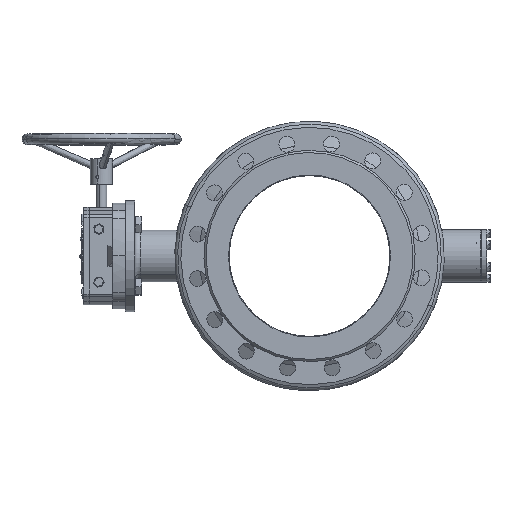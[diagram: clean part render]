
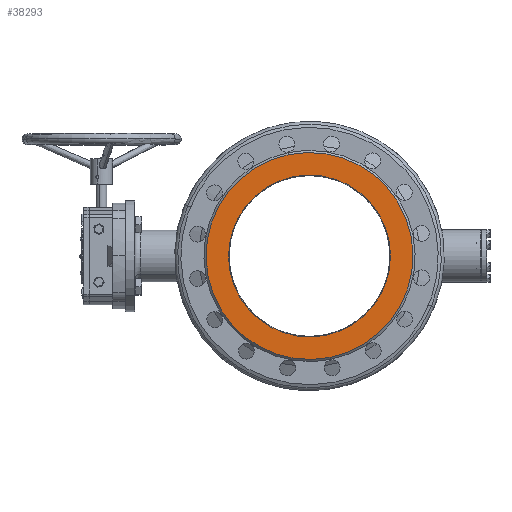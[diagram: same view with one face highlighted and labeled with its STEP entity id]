
A CAD part, left-side view. The second image highlights one B-rep face of the part: STEP entity #38293.
In plain terms, the highlighted face is planar.
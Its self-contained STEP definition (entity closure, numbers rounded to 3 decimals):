
#1110 = VERTEX_POINT ( 'NONE', #37364 ) ;
#4255 = FACE_BOUND ( 'NONE', #35860, .T. ) ;
#6806 = DIRECTION ( 'NONE',  ( 0., 0., 1. ) ) ;
#7889 = EDGE_LOOP ( 'NONE', ( #43810, #14524 ) ) ;
#8280 = DIRECTION ( 'NONE',  ( 1., 0., 0. ) ) ;
#11845 = ORIENTED_EDGE ( 'NONE', *, *, #27079, .F. ) ;
#12403 = DIRECTION ( 'NONE',  ( 1., 0., 0. ) ) ;
#12497 = CIRCLE ( 'NONE', #44465, 195. ) ;
#12904 = CIRCLE ( 'NONE', #43138, 152.5 ) ;
#14397 = DIRECTION ( 'NONE',  ( 1., 0., 0. ) ) ;
#14524 = ORIENTED_EDGE ( 'NONE', *, *, #25741, .T. ) ;
#18705 = DIRECTION ( 'NONE',  ( 0., 0., 1. ) ) ;
#19788 = CARTESIAN_POINT ( 'NONE',  ( 0., 0., 38. ) ) ;
#19934 = DIRECTION ( 'NONE',  ( 0., 0., 1. ) ) ;
#20559 = CIRCLE ( 'NONE', #44774, 195. ) ;
#21898 = CARTESIAN_POINT ( 'NONE',  ( -195., 0., 38. ) ) ;
#23892 = EDGE_CURVE ( 'NONE', #30273, #35622, #48614, .T. ) ;
#25265 = AXIS2_PLACEMENT_3D ( 'NONE', #35618, #44534, #35337 ) ;
#25741 = EDGE_CURVE ( 'NONE', #1110, #51812, #12497, .T. ) ;
#27079 = EDGE_CURVE ( 'NONE', #35622, #30273, #12904, .T. ) ;
#27672 = ORIENTED_EDGE ( 'NONE', *, *, #23892, .F. ) ;
#30273 = VERTEX_POINT ( 'NONE', #46710 ) ;
#30288 = CARTESIAN_POINT ( 'NONE',  ( 152.5, 0., 38. ) ) ;
#31423 = DIRECTION ( 'NONE',  ( 1., 0., 0. ) ) ;
#32661 = FACE_OUTER_BOUND ( 'NONE', #7889, .T. ) ;
#32940 = CARTESIAN_POINT ( 'NONE',  ( 0., 0., 38. ) ) ;
#35206 = CARTESIAN_POINT ( 'NONE',  ( 0., 0., 38. ) ) ;
#35337 = DIRECTION ( 'NONE',  ( 1., 0., 0. ) ) ;
#35618 = CARTESIAN_POINT ( 'NONE',  ( 0., 0., 38. ) ) ;
#35622 = VERTEX_POINT ( 'NONE', #30288 ) ;
#35860 = EDGE_LOOP ( 'NONE', ( #11845, #27672 ) ) ;
#36702 = CARTESIAN_POINT ( 'NONE',  ( 0., 0., 38. ) ) ;
#37364 = CARTESIAN_POINT ( 'NONE',  ( 195., 0., 38. ) ) ;
#37544 = PLANE ( 'NONE',  #47906 ) ;
#38293 = ADVANCED_FACE ( 'NONE', ( #32661, #4255 ), #37544, .T. ) ;
#42405 = EDGE_CURVE ( 'NONE', #51812, #1110, #20559, .T. ) ;
#43138 = AXIS2_PLACEMENT_3D ( 'NONE', #36702, #19934, #8280 ) ;
#43810 = ORIENTED_EDGE ( 'NONE', *, *, #42405, .T. ) ;
#44465 = AXIS2_PLACEMENT_3D ( 'NONE', #35206, #18705, #14397 ) ;
#44534 = DIRECTION ( 'NONE',  ( 0., 0., 1. ) ) ;
#44774 = AXIS2_PLACEMENT_3D ( 'NONE', #19788, #6806, #31423 ) ;
#46710 = CARTESIAN_POINT ( 'NONE',  ( -152.5, 0., 38. ) ) ;
#47906 = AXIS2_PLACEMENT_3D ( 'NONE', #32940, #49471, #12403 ) ;
#48614 = CIRCLE ( 'NONE', #25265, 152.5 ) ;
#49471 = DIRECTION ( 'NONE',  ( 0., 0., 1. ) ) ;
#51812 = VERTEX_POINT ( 'NONE', #21898 ) ;
